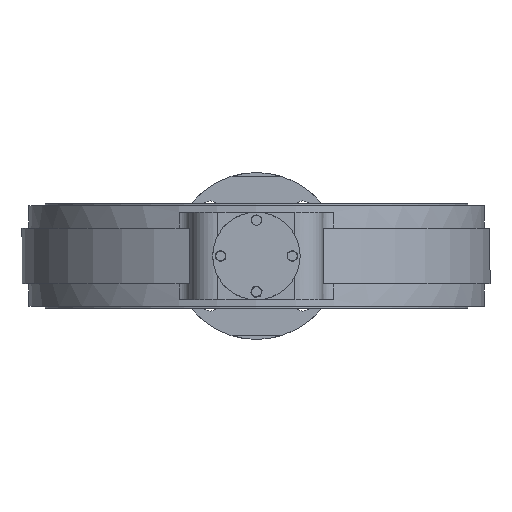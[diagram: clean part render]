
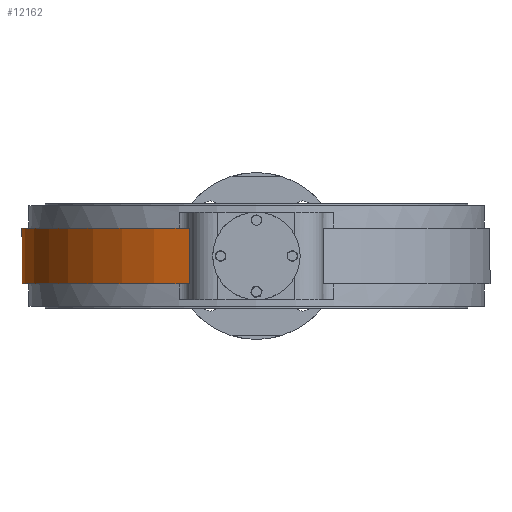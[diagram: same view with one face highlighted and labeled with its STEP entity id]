
A CAD part, front view. The second image highlights one B-rep face of the part: STEP entity #12162.
In plain terms, the highlighted cylindrical face has radius 295 mm (diameter 590 mm), a partial arc.
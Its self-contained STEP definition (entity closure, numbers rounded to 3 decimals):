
#633 = CARTESIAN_POINT ( 'NONE',  ( -35., 0., 0. ) ) ;
#1174 = CARTESIAN_POINT ( 'NONE',  ( -35., -282.681, 84.359 ) ) ;
#3628 = CARTESIAN_POINT ( 'NONE',  ( -35., 0., 295. ) ) ;
#3652 = VECTOR ( 'NONE', #8967, 1000. ) ;
#4189 = ORIENTED_EDGE ( 'NONE', *, *, #16915, .T. ) ;
#4471 = VERTEX_POINT ( 'NONE', #1174 ) ;
#4568 = LINE ( 'NONE', #22146, #21579 ) ;
#6069 = DIRECTION ( 'NONE',  ( -1., 0., 0. ) ) ;
#6105 = DIRECTION ( 'NONE',  ( 1., 0., 0. ) ) ;
#6185 = DIRECTION ( 'NONE',  ( 1., 0., 0. ) ) ;
#6476 = CYLINDRICAL_SURFACE ( 'NONE', #17247, 295. ) ;
#7795 = EDGE_CURVE ( 'NONE', #19355, #4471, #4568, .T. ) ;
#7826 = CARTESIAN_POINT ( 'NONE',  ( 35., 0., 0. ) ) ;
#8316 = EDGE_CURVE ( 'NONE', #20496, #19355, #16666, .T. ) ;
#8967 = DIRECTION ( 'NONE',  ( -1., 0., 0. ) ) ;
#10102 = CIRCLE ( 'NONE', #10986, 295. ) ;
#10986 = AXIS2_PLACEMENT_3D ( 'NONE', #633, #6185, #22663 ) ;
#11478 = LINE ( 'NONE', #12525, #3652 ) ;
#12049 = ORIENTED_EDGE ( 'NONE', *, *, #20627, .T. ) ;
#12162 = ADVANCED_FACE ( 'NONE', ( #12534 ), #6476, .T. ) ;
#12525 = CARTESIAN_POINT ( 'NONE',  ( 35., 0., 295. ) ) ;
#12534 = FACE_OUTER_BOUND ( 'NONE', #21808, .T. ) ;
#12569 = AXIS2_PLACEMENT_3D ( 'NONE', #16884, #6105, #18972 ) ;
#12987 = DIRECTION ( 'NONE',  ( -1., 0., 0. ) ) ;
#14189 = CARTESIAN_POINT ( 'NONE',  ( 35., -282.681, 84.359 ) ) ;
#16399 = CARTESIAN_POINT ( 'NONE',  ( 35., 0., 295. ) ) ;
#16475 = ORIENTED_EDGE ( 'NONE', *, *, #7795, .F. ) ;
#16666 = CIRCLE ( 'NONE', #12569, 295. ) ;
#16884 = CARTESIAN_POINT ( 'NONE',  ( 35., 0., 0. ) ) ;
#16915 = EDGE_CURVE ( 'NONE', #19020, #4471, #10102, .T. ) ;
#17223 = ORIENTED_EDGE ( 'NONE', *, *, #8316, .F. ) ;
#17247 = AXIS2_PLACEMENT_3D ( 'NONE', #7826, #6069, #18938 ) ;
#18938 = DIRECTION ( 'NONE',  ( 0., 0., 1. ) ) ;
#18972 = DIRECTION ( 'NONE',  ( 0., 0., -1. ) ) ;
#19020 = VERTEX_POINT ( 'NONE', #3628 ) ;
#19355 = VERTEX_POINT ( 'NONE', #14189 ) ;
#20496 = VERTEX_POINT ( 'NONE', #16399 ) ;
#20627 = EDGE_CURVE ( 'NONE', #20496, #19020, #11478, .T. ) ;
#21579 = VECTOR ( 'NONE', #12987, 1000. ) ;
#21808 = EDGE_LOOP ( 'NONE', ( #17223, #12049, #4189, #16475 ) ) ;
#22146 = CARTESIAN_POINT ( 'NONE',  ( 0., -282.681, 84.359 ) ) ;
#22663 = DIRECTION ( 'NONE',  ( 0., 0., -1. ) ) ;
